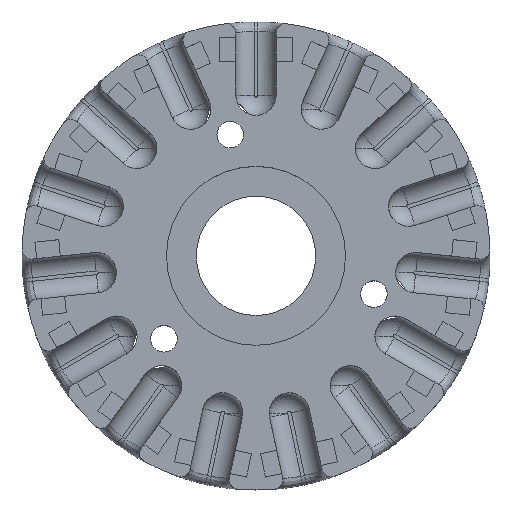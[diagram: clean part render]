
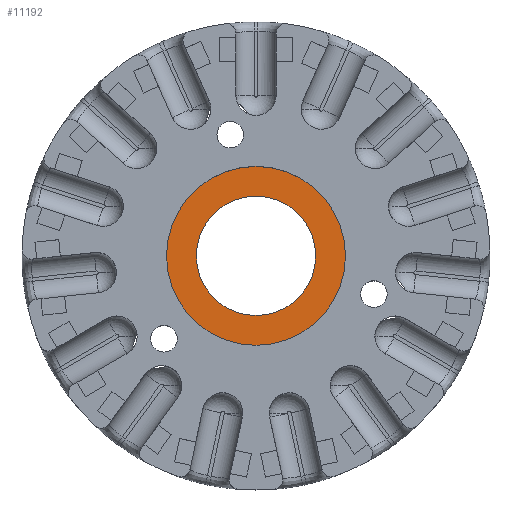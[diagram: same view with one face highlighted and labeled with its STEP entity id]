
A CAD part, top view. The second image highlights one B-rep face of the part: STEP entity #11192.
In plain terms, the highlighted planar face has unit normal (0, 0, 1).
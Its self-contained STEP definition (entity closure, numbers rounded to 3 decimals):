
#82 = ORIENTED_EDGE ( 'NONE', *, *, #14495, .T. ) ;
#1197 = DIRECTION ( 'NONE',  ( 1., 0., 0. ) ) ;
#1480 = DIRECTION ( 'NONE',  ( 0., 0., -1. ) ) ;
#2176 = DIRECTION ( 'NONE',  ( 0., 0., 1. ) ) ;
#2231 = CARTESIAN_POINT ( 'NONE',  ( 6.5, 0., 6. ) ) ;
#2436 = VERTEX_POINT ( 'NONE', #13661 ) ;
#2801 = CIRCLE ( 'NONE', #3698, 9.75 ) ;
#3225 = EDGE_CURVE ( 'NONE', #2436, #8127, #10627, .T. ) ;
#3269 = AXIS2_PLACEMENT_3D ( 'NONE', #4493, #13623, #13926 ) ;
#3475 = DIRECTION ( 'NONE',  ( 0., 0., 1. ) ) ;
#3677 = AXIS2_PLACEMENT_3D ( 'NONE', #3833, #11956, #3981 ) ;
#3698 = AXIS2_PLACEMENT_3D ( 'NONE', #9005, #2176, #9363 ) ;
#3833 = CARTESIAN_POINT ( 'NONE',  ( 0., 0., 6. ) ) ;
#3885 = EDGE_LOOP ( 'NONE', ( #9491, #8975 ) ) ;
#3981 = DIRECTION ( 'NONE',  ( 1., 0., 0. ) ) ;
#4163 = VERTEX_POINT ( 'NONE', #2231 ) ;
#4362 = CARTESIAN_POINT ( 'NONE',  ( -9.75, 0., 6. ) ) ;
#4493 = CARTESIAN_POINT ( 'NONE',  ( 0., 0., 6. ) ) ;
#4862 = CIRCLE ( 'NONE', #12277, 6.5 ) ;
#5501 = EDGE_CURVE ( 'NONE', #4163, #9666, #4862, .T. ) ;
#7974 = ORIENTED_EDGE ( 'NONE', *, *, #5501, .T. ) ;
#8127 = VERTEX_POINT ( 'NONE', #4362 ) ;
#8257 = CIRCLE ( 'NONE', #3677, 6.5 ) ;
#8490 = EDGE_LOOP ( 'NONE', ( #82, #7974 ) ) ;
#8532 = FACE_BOUND ( 'NONE', #8490, .T. ) ;
#8975 = ORIENTED_EDGE ( 'NONE', *, *, #9171, .T. ) ;
#9005 = CARTESIAN_POINT ( 'NONE',  ( 0., 0., 6. ) ) ;
#9171 = EDGE_CURVE ( 'NONE', #8127, #2436, #2801, .T. ) ;
#9312 = CARTESIAN_POINT ( 'NONE',  ( 0., 0., 6. ) ) ;
#9363 = DIRECTION ( 'NONE',  ( 1., 0., 0. ) ) ;
#9491 = ORIENTED_EDGE ( 'NONE', *, *, #3225, .T. ) ;
#9666 = VERTEX_POINT ( 'NONE', #10519 ) ;
#10112 = CARTESIAN_POINT ( 'NONE',  ( 0., 0., 6. ) ) ;
#10455 = DIRECTION ( 'NONE',  ( 1., 0., 0. ) ) ;
#10519 = CARTESIAN_POINT ( 'NONE',  ( -6.5, 0., 6. ) ) ;
#10627 = CIRCLE ( 'NONE', #3269, 9.75 ) ;
#10876 = AXIS2_PLACEMENT_3D ( 'NONE', #10112, #3475, #1197 ) ;
#11192 = ADVANCED_FACE ( 'NONE', ( #14761, #8532 ), #12501, .T. ) ;
#11956 = DIRECTION ( 'NONE',  ( 0., 0., -1. ) ) ;
#12277 = AXIS2_PLACEMENT_3D ( 'NONE', #9312, #1480, #10455 ) ;
#12501 = PLANE ( 'NONE',  #10876 ) ;
#13623 = DIRECTION ( 'NONE',  ( 0., 0., 1. ) ) ;
#13661 = CARTESIAN_POINT ( 'NONE',  ( 9.75, 0., 6. ) ) ;
#13926 = DIRECTION ( 'NONE',  ( 1., 0., 0. ) ) ;
#14495 = EDGE_CURVE ( 'NONE', #9666, #4163, #8257, .T. ) ;
#14761 = FACE_OUTER_BOUND ( 'NONE', #3885, .T. ) ;
